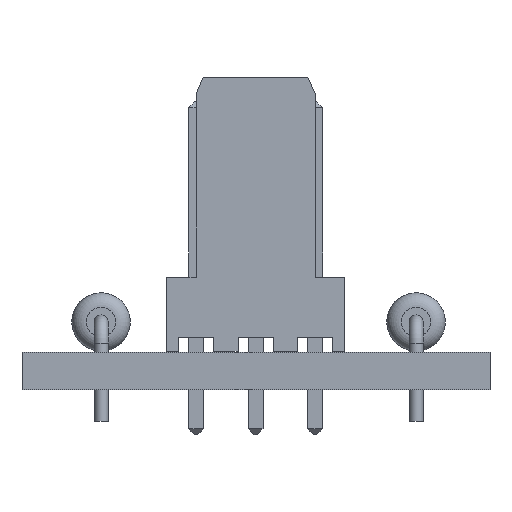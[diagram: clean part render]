
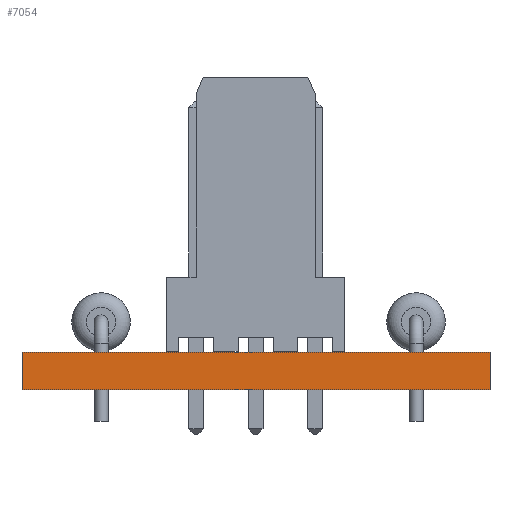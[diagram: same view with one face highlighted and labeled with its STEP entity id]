
A CAD part, front view. The second image highlights one B-rep face of the part: STEP entity #7054.
In plain terms, the highlighted planar face has unit normal (0, -1, 0).
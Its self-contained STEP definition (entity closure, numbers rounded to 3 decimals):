
#7054 = ADVANCED_FACE('',(#7055),#7069,.T.);
#7055 = FACE_BOUND('',#7056,.T.);
#7056 = EDGE_LOOP('',(#7057,#7092,#7120,#7148));
#7057 = ORIENTED_EDGE('',*,*,#7058,.T.);
#7058 = EDGE_CURVE('',#7059,#7061,#7063,.T.);
#7059 = VERTEX_POINT('',#7060);
#7060 = CARTESIAN_POINT('',(120.,-50.,0.));
#7061 = VERTEX_POINT('',#7062);
#7062 = CARTESIAN_POINT('',(120.,-50.,1.6));
#7063 = SURFACE_CURVE('',#7064,(#7068,#7080),.PCURVE_S1.);
#7064 = LINE('',#7065,#7066);
#7065 = CARTESIAN_POINT('',(120.,-50.,0.));
#7066 = VECTOR('',#7067,1.);
#7067 = DIRECTION('',(0.,0.,1.));
#7068 = PCURVE('',#7069,#7074);
#7069 = PLANE('',#7070);
#7070 = AXIS2_PLACEMENT_3D('',#7071,#7072,#7073);
#7071 = CARTESIAN_POINT('',(120.,-50.,0.));
#7072 = DIRECTION('',(0.,-1.,0.));
#7073 = DIRECTION('',(-1.,0.,0.));
#7074 = DEFINITIONAL_REPRESENTATION('',(#7075),#7079);
#7075 = LINE('',#7076,#7077);
#7076 = CARTESIAN_POINT('',(0.,-0.));
#7077 = VECTOR('',#7078,1.);
#7078 = DIRECTION('',(0.,-1.));
#7079 = ( GEOMETRIC_REPRESENTATION_CONTEXT(2) 
PARAMETRIC_REPRESENTATION_CONTEXT() REPRESENTATION_CONTEXT('2D SPACE',''
  ) );
#7080 = PCURVE('',#7081,#7086);
#7081 = PLANE('',#7082);
#7082 = AXIS2_PLACEMENT_3D('',#7083,#7084,#7085);
#7083 = CARTESIAN_POINT('',(120.,-15.,0.));
#7084 = DIRECTION('',(1.,0.,-0.));
#7085 = DIRECTION('',(0.,-1.,0.));
#7086 = DEFINITIONAL_REPRESENTATION('',(#7087),#7091);
#7087 = LINE('',#7088,#7089);
#7088 = CARTESIAN_POINT('',(35.,0.));
#7089 = VECTOR('',#7090,1.);
#7090 = DIRECTION('',(0.,-1.));
#7091 = ( GEOMETRIC_REPRESENTATION_CONTEXT(2) 
PARAMETRIC_REPRESENTATION_CONTEXT() REPRESENTATION_CONTEXT('2D SPACE',''
  ) );
#7092 = ORIENTED_EDGE('',*,*,#7093,.T.);
#7093 = EDGE_CURVE('',#7061,#7094,#7096,.T.);
#7094 = VERTEX_POINT('',#7095);
#7095 = CARTESIAN_POINT('',(100.,-50.,1.6));
#7096 = SURFACE_CURVE('',#7097,(#7101,#7108),.PCURVE_S1.);
#7097 = LINE('',#7098,#7099);
#7098 = CARTESIAN_POINT('',(120.,-50.,1.6));
#7099 = VECTOR('',#7100,1.);
#7100 = DIRECTION('',(-1.,0.,0.));
#7101 = PCURVE('',#7069,#7102);
#7102 = DEFINITIONAL_REPRESENTATION('',(#7103),#7107);
#7103 = LINE('',#7104,#7105);
#7104 = CARTESIAN_POINT('',(0.,-1.6));
#7105 = VECTOR('',#7106,1.);
#7106 = DIRECTION('',(1.,0.));
#7107 = ( GEOMETRIC_REPRESENTATION_CONTEXT(2) 
PARAMETRIC_REPRESENTATION_CONTEXT() REPRESENTATION_CONTEXT('2D SPACE',''
  ) );
#7108 = PCURVE('',#7109,#7114);
#7109 = PLANE('',#7110);
#7110 = AXIS2_PLACEMENT_3D('',#7111,#7112,#7113);
#7111 = CARTESIAN_POINT('',(110.,-32.5,1.6));
#7112 = DIRECTION('',(-0.,-0.,-1.));
#7113 = DIRECTION('',(-1.,0.,0.));
#7114 = DEFINITIONAL_REPRESENTATION('',(#7115),#7119);
#7115 = LINE('',#7116,#7117);
#7116 = CARTESIAN_POINT('',(-10.,-17.5));
#7117 = VECTOR('',#7118,1.);
#7118 = DIRECTION('',(1.,0.));
#7119 = ( GEOMETRIC_REPRESENTATION_CONTEXT(2) 
PARAMETRIC_REPRESENTATION_CONTEXT() REPRESENTATION_CONTEXT('2D SPACE',''
  ) );
#7120 = ORIENTED_EDGE('',*,*,#7121,.F.);
#7121 = EDGE_CURVE('',#7122,#7094,#7124,.T.);
#7122 = VERTEX_POINT('',#7123);
#7123 = CARTESIAN_POINT('',(100.,-50.,0.));
#7124 = SURFACE_CURVE('',#7125,(#7129,#7136),.PCURVE_S1.);
#7125 = LINE('',#7126,#7127);
#7126 = CARTESIAN_POINT('',(100.,-50.,0.));
#7127 = VECTOR('',#7128,1.);
#7128 = DIRECTION('',(0.,0.,1.));
#7129 = PCURVE('',#7069,#7130);
#7130 = DEFINITIONAL_REPRESENTATION('',(#7131),#7135);
#7131 = LINE('',#7132,#7133);
#7132 = CARTESIAN_POINT('',(20.,0.));
#7133 = VECTOR('',#7134,1.);
#7134 = DIRECTION('',(0.,-1.));
#7135 = ( GEOMETRIC_REPRESENTATION_CONTEXT(2) 
PARAMETRIC_REPRESENTATION_CONTEXT() REPRESENTATION_CONTEXT('2D SPACE',''
  ) );
#7136 = PCURVE('',#7137,#7142);
#7137 = PLANE('',#7138);
#7138 = AXIS2_PLACEMENT_3D('',#7139,#7140,#7141);
#7139 = CARTESIAN_POINT('',(100.,-50.,0.));
#7140 = DIRECTION('',(-1.,0.,0.));
#7141 = DIRECTION('',(0.,1.,0.));
#7142 = DEFINITIONAL_REPRESENTATION('',(#7143),#7147);
#7143 = LINE('',#7144,#7145);
#7144 = CARTESIAN_POINT('',(0.,0.));
#7145 = VECTOR('',#7146,1.);
#7146 = DIRECTION('',(0.,-1.));
#7147 = ( GEOMETRIC_REPRESENTATION_CONTEXT(2) 
PARAMETRIC_REPRESENTATION_CONTEXT() REPRESENTATION_CONTEXT('2D SPACE',''
  ) );
#7148 = ORIENTED_EDGE('',*,*,#7149,.F.);
#7149 = EDGE_CURVE('',#7059,#7122,#7150,.T.);
#7150 = SURFACE_CURVE('',#7151,(#7155,#7162),.PCURVE_S1.);
#7151 = LINE('',#7152,#7153);
#7152 = CARTESIAN_POINT('',(120.,-50.,0.));
#7153 = VECTOR('',#7154,1.);
#7154 = DIRECTION('',(-1.,0.,0.));
#7155 = PCURVE('',#7069,#7156);
#7156 = DEFINITIONAL_REPRESENTATION('',(#7157),#7161);
#7157 = LINE('',#7158,#7159);
#7158 = CARTESIAN_POINT('',(0.,-0.));
#7159 = VECTOR('',#7160,1.);
#7160 = DIRECTION('',(1.,0.));
#7161 = ( GEOMETRIC_REPRESENTATION_CONTEXT(2) 
PARAMETRIC_REPRESENTATION_CONTEXT() REPRESENTATION_CONTEXT('2D SPACE',''
  ) );
#7162 = PCURVE('',#7163,#7168);
#7163 = PLANE('',#7164);
#7164 = AXIS2_PLACEMENT_3D('',#7165,#7166,#7167);
#7165 = CARTESIAN_POINT('',(110.,-32.5,0.));
#7166 = DIRECTION('',(-0.,-0.,-1.));
#7167 = DIRECTION('',(-1.,0.,0.));
#7168 = DEFINITIONAL_REPRESENTATION('',(#7169),#7173);
#7169 = LINE('',#7170,#7171);
#7170 = CARTESIAN_POINT('',(-10.,-17.5));
#7171 = VECTOR('',#7172,1.);
#7172 = DIRECTION('',(1.,0.));
#7173 = ( GEOMETRIC_REPRESENTATION_CONTEXT(2) 
PARAMETRIC_REPRESENTATION_CONTEXT() REPRESENTATION_CONTEXT('2D SPACE',''
  ) );
